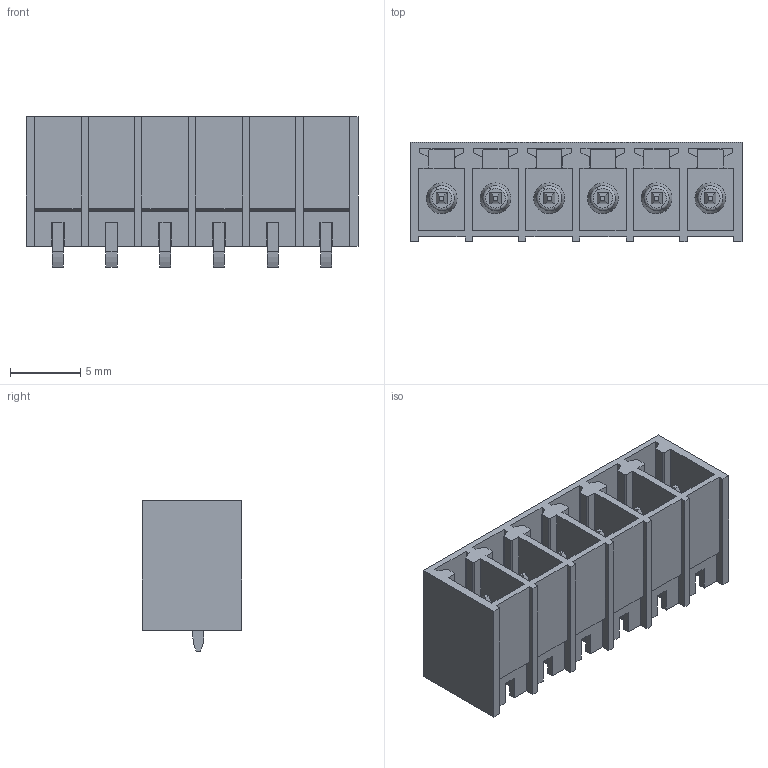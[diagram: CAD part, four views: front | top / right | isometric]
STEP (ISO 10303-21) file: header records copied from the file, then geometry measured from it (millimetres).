
FILE_DESCRIPTION(('CATIA V5 STEP Exchange','CAx-IF Rec.Pracs.--- Model Styling and Organization---1.2---2011-12-15'),'2;1');
FILE_NAME ('D1457725_0_1863830000_1863830000.stp','2018-10-13T04:27:41+00:00',('none'),('Weidmueller'),'CATIA Version 5-6 Release 2014','CATIA V5 STEP AP214','none');
FILE_SCHEMA(('AUTOMOTIVE_DESIGN { 1 0 10303 214 1 1 1 1 }'));
Length unit declared in the file: millimetre
Products named in the file (1): 1863830000
Bounding box: 23.55 x 7.07 x 10.7 mm (x, y, z)
Volume: 599.2 mm3; surface area: 2230.1 mm2
Topology: 7 solids, 7 shells, 406 faces, 1154 edges, 780 vertices
Faces by surface type: plane 324, cylinder 58, torus 12, cone 12
Entity records: 12149 total; most frequent: ORIENTED_EDGE 2308, CARTESIAN_POINT 2257, DIRECTION 1582, EDGE_CURVE 1154, VECTOR 990, LINE 990, VERTEX_POINT 780, EDGE_LOOP 436
